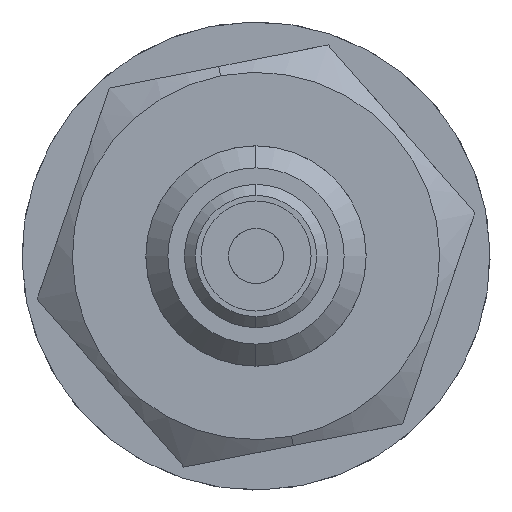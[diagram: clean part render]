
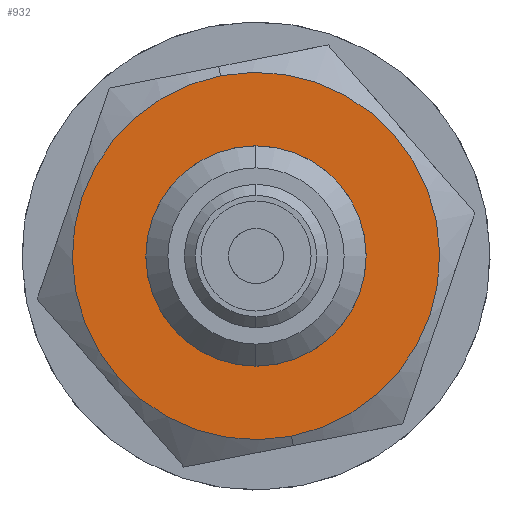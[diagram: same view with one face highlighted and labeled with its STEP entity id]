
A CAD part, left-side view. The second image highlights one B-rep face of the part: STEP entity #932.
In plain terms, the highlighted planar face has unit normal (-1, 0, 0).
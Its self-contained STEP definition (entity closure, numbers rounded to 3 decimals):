
#59 = EDGE_LOOP ( 'NONE', ( #1300, #1343 ) ) ;
#90 = VERTEX_POINT ( 'NONE', #599 ) ;
#102 = AXIS2_PLACEMENT_3D ( 'NONE', #335, #208, #600 ) ;
#208 = DIRECTION ( 'NONE',  ( 1., 0., 0. ) ) ;
#217 = DIRECTION ( 'NONE',  ( 0., 0., -1. ) ) ;
#232 = CARTESIAN_POINT ( 'NONE',  ( -1.2, 0., 0. ) ) ;
#266 = AXIS2_PLACEMENT_3D ( 'NONE', #1463, #1459, #593 ) ;
#289 = ORIENTED_EDGE ( 'NONE', *, *, #1606, .T. ) ;
#322 = EDGE_LOOP ( 'NONE', ( #997, #289 ) ) ;
#335 = CARTESIAN_POINT ( 'NONE',  ( -1.2, 0., 0. ) ) ;
#398 = CIRCLE ( 'NONE', #1554, 2. ) ;
#418 = DIRECTION ( 'NONE',  ( -1., 0., 0. ) ) ;
#432 = AXIS2_PLACEMENT_3D ( 'NONE', #232, #611, #1356 ) ;
#469 = CIRCLE ( 'NONE', #1572, 3.336 ) ;
#481 = VERTEX_POINT ( 'NONE', #553 ) ;
#553 = CARTESIAN_POINT ( 'NONE',  ( -1.2, 0., -2. ) ) ;
#593 = DIRECTION ( 'NONE',  ( 0., 0., 1. ) ) ;
#599 = CARTESIAN_POINT ( 'NONE',  ( -1.2, 0., 3.336 ) ) ;
#600 = DIRECTION ( 'NONE',  ( 0., 0., -1. ) ) ;
#611 = DIRECTION ( 'NONE',  ( 1., 0., 0. ) ) ;
#701 = VERTEX_POINT ( 'NONE', #1072 ) ;
#747 = EDGE_CURVE ( 'NONE', #90, #944, #1271, .T. ) ;
#772 = EDGE_CURVE ( 'NONE', #701, #481, #398, .T. ) ;
#859 = PLANE ( 'NONE',  #432 ) ;
#932 = ADVANCED_FACE ( 'NONE', ( #1109, #1269 ), #859, .F. ) ;
#944 = VERTEX_POINT ( 'NONE', #1601 ) ;
#997 = ORIENTED_EDGE ( 'NONE', *, *, #772, .T. ) ;
#1072 = CARTESIAN_POINT ( 'NONE',  ( -1.2, 0., 2. ) ) ;
#1092 = DIRECTION ( 'NONE',  ( 1., 0., 0. ) ) ;
#1109 = FACE_BOUND ( 'NONE', #322, .T. ) ;
#1147 = EDGE_CURVE ( 'NONE', #944, #90, #469, .T. ) ;
#1269 = FACE_OUTER_BOUND ( 'NONE', #59, .T. ) ;
#1271 = CIRCLE ( 'NONE', #266, 3.336 ) ;
#1300 = ORIENTED_EDGE ( 'NONE', *, *, #747, .T. ) ;
#1327 = CARTESIAN_POINT ( 'NONE',  ( -1.2, 0., 0. ) ) ;
#1343 = ORIENTED_EDGE ( 'NONE', *, *, #1147, .T. ) ;
#1356 = DIRECTION ( 'NONE',  ( 0., 0., -1. ) ) ;
#1426 = CARTESIAN_POINT ( 'NONE',  ( -1.2, 0., 0. ) ) ;
#1427 = CIRCLE ( 'NONE', #102, 2. ) ;
#1459 = DIRECTION ( 'NONE',  ( -1., 0., 0. ) ) ;
#1463 = CARTESIAN_POINT ( 'NONE',  ( -1.2, 0., 0. ) ) ;
#1545 = DIRECTION ( 'NONE',  ( 0., 0., 1. ) ) ;
#1554 = AXIS2_PLACEMENT_3D ( 'NONE', #1327, #1092, #217 ) ;
#1572 = AXIS2_PLACEMENT_3D ( 'NONE', #1426, #418, #1545 ) ;
#1601 = CARTESIAN_POINT ( 'NONE',  ( -1.2, 0., -3.336 ) ) ;
#1606 = EDGE_CURVE ( 'NONE', #481, #701, #1427, .T. ) ;
